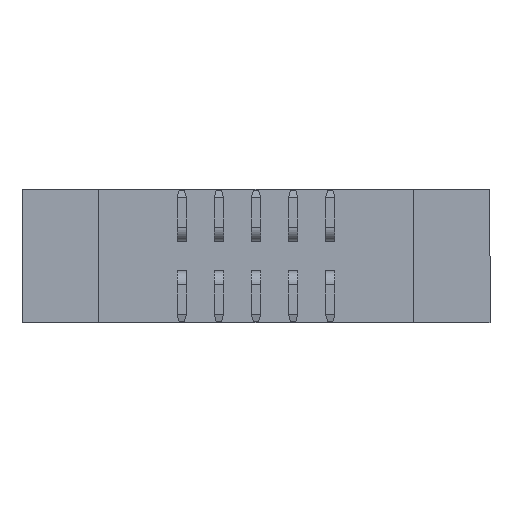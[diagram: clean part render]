
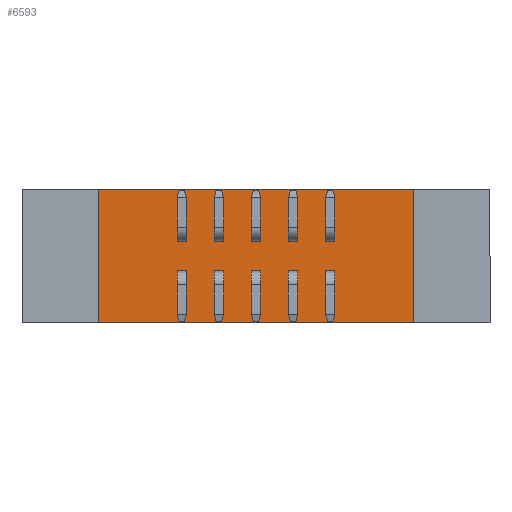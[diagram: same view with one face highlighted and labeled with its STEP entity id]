
A CAD part, front view. The second image highlights one B-rep face of the part: STEP entity #6593.
In plain terms, the highlighted planar face has unit normal (0, -1, 0).
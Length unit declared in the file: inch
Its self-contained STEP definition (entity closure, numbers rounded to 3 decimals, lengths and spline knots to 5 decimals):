
#12 = CARTESIAN_POINT ( 'NONE',  ( 0.424, 0.06, 0.18 ) ) ;
#360 = CARTESIAN_POINT ( 'NONE',  ( -0.424, 0.06, -0.18 ) ) ;
#518 = EDGE_CURVE ( 'NONE', #10127, #4911, #2591, .T. ) ;
#948 = VECTOR ( 'NONE', #2015, 39.37008 ) ;
#1052 = EDGE_CURVE ( 'NONE', #12587, #13338, #13233, .T. ) ;
#1544 = CARTESIAN_POINT ( 'NONE',  ( -0.424, 0.06, -0.18 ) ) ;
#2015 = DIRECTION ( 'NONE',  ( 0., 0., 1. ) ) ;
#2129 = ORIENTED_EDGE ( 'NONE', *, *, #518, .F. ) ;
#2491 = DIRECTION ( 'NONE',  ( -1., 0., 0. ) ) ;
#2535 = ORIENTED_EDGE ( 'NONE', *, *, #5614, .F. ) ;
#2591 = LINE ( 'NONE', #13182, #6221 ) ;
#3402 = ORIENTED_EDGE ( 'NONE', *, *, #6167, .T. ) ;
#3740 = LINE ( 'NONE', #13629, #948 ) ;
#4622 = CARTESIAN_POINT ( 'NONE',  ( 0.424, 0.06, -0.18 ) ) ;
#4798 = CARTESIAN_POINT ( 'NONE',  ( -0.424, 0.06, -0.18 ) ) ;
#4911 = VERTEX_POINT ( 'NONE', #12 ) ;
#5166 = ORIENTED_EDGE ( 'NONE', *, *, #1052, .F. ) ;
#5614 = EDGE_CURVE ( 'NONE', #13338, #10127, #3740, .T. ) ;
#6167 = EDGE_CURVE ( 'NONE', #12587, #4911, #10989, .T. ) ;
#6221 = VECTOR ( 'NONE', #10217, 39.37008 ) ;
#6593 = ADVANCED_FACE ( 'NONE', ( #11434 ), #8840, .F. ) ;
#7049 = AXIS2_PLACEMENT_3D ( 'NONE', #1544, #11938, #8887 ) ;
#7244 = EDGE_LOOP ( 'NONE', ( #2535, #5166, #3402, #2129 ) ) ;
#8512 = CARTESIAN_POINT ( 'NONE',  ( 0.424, 0.06, -0.18 ) ) ;
#8840 = PLANE ( 'NONE',  #7049 ) ;
#8887 = DIRECTION ( 'NONE',  ( 0., 0., 1. ) ) ;
#9312 = VECTOR ( 'NONE', #2491, 39.37008 ) ;
#10127 = VERTEX_POINT ( 'NONE', #13409 ) ;
#10217 = DIRECTION ( 'NONE',  ( 1., 0., 0. ) ) ;
#10989 = LINE ( 'NONE', #4622, #13597 ) ;
#11434 = FACE_OUTER_BOUND ( 'NONE', #7244, .T. ) ;
#11938 = DIRECTION ( 'NONE',  ( 0., 1., 0. ) ) ;
#11997 = DIRECTION ( 'NONE',  ( 0., 0., 1. ) ) ;
#12587 = VERTEX_POINT ( 'NONE', #8512 ) ;
#13182 = CARTESIAN_POINT ( 'NONE',  ( -0.63, 0.06, 0.18 ) ) ;
#13233 = LINE ( 'NONE', #4798, #9312 ) ;
#13338 = VERTEX_POINT ( 'NONE', #360 ) ;
#13409 = CARTESIAN_POINT ( 'NONE',  ( -0.424, 0.06, 0.18 ) ) ;
#13597 = VECTOR ( 'NONE', #11997, 39.37008 ) ;
#13629 = CARTESIAN_POINT ( 'NONE',  ( -0.424, 0.06, -0.18 ) ) ;
